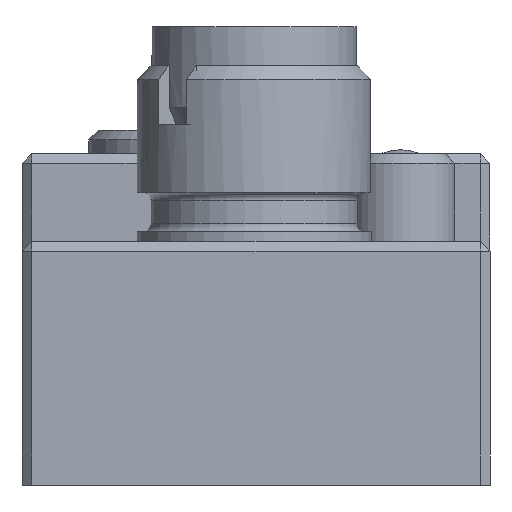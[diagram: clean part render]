
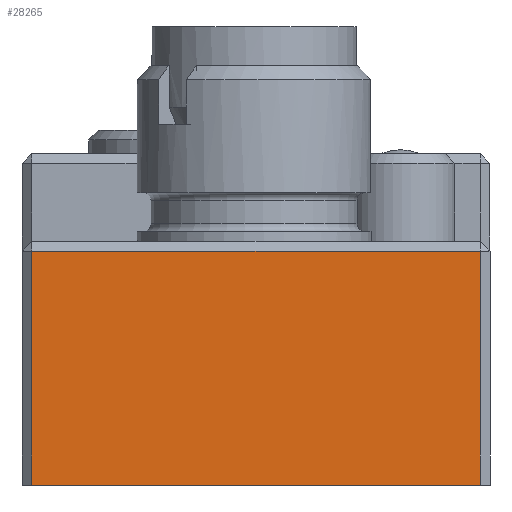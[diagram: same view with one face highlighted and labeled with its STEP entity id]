
A CAD part, left-side view. The second image highlights one B-rep face of the part: STEP entity #28265.
In plain terms, the highlighted planar face has unit normal (-1, 0, 0).
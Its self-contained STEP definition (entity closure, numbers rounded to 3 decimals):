
#23175=CARTESIAN_POINT('',(-69.237,-11.6,7.5));
#23176=VERTEX_POINT('',#23175);
#23203=CARTESIAN_POINT('',(-69.237,11.4,7.5));
#23204=VERTEX_POINT('',#23203);
#23225=CARTESIAN_POINT('',(-69.237,11.4,-4.5));
#23226=VERTEX_POINT('',#23225);
#23233=CARTESIAN_POINT('',(-69.237,11.4,-4.5));
#23234=DIRECTION('',(0.0,0.0,1.0));
#23235=VECTOR('',#23234,12.);
#23236=LINE('',#23233,#23235);
#23237=EDGE_CURVE('',#23226,#23204,#23236,.T.);
#23262=CARTESIAN_POINT('',(-69.237,11.4,7.5));
#23263=DIRECTION('',(0.0,-1.0,0.0));
#23264=VECTOR('',#23263,23.);
#23265=LINE('',#23262,#23264);
#23266=EDGE_CURVE('',#23204,#23176,#23265,.T.);
#23278=CARTESIAN_POINT('',(-69.237,-11.6,-4.5));
#23279=VERTEX_POINT('',#23278);
#23295=CARTESIAN_POINT('',(-69.237,-11.6,7.5));
#23296=DIRECTION('',(0.0,0.0,-1.0));
#23297=VECTOR('',#23296,12.);
#23298=LINE('',#23295,#23297);
#23299=EDGE_CURVE('',#23176,#23279,#23298,.T.);
#28121=CARTESIAN_POINT('',(-69.237,-11.6,-4.5));
#28122=DIRECTION('',(0.0,1.0,0.0));
#28123=VECTOR('',#28122,23.);
#28124=LINE('',#28121,#28123);
#28125=EDGE_CURVE('',#23279,#23226,#28124,.T.);
#28254=CARTESIAN_POINT('',(-69.237,-12.1,-4.5));
#28255=DIRECTION('',(-1.0,0.0,0.0));
#28256=DIRECTION('',(0.0,0.0,1.0));
#28257=AXIS2_PLACEMENT_3D('',#28254,#28255,#28256);
#28258=PLANE('',#28257);
#28259=ORIENTED_EDGE('',*,*,#23237,.F.);
#28260=ORIENTED_EDGE('',*,*,#28125,.F.);
#28261=ORIENTED_EDGE('',*,*,#23299,.F.);
#28262=ORIENTED_EDGE('',*,*,#23266,.F.);
#28263=EDGE_LOOP('',(#28259,#28260,#28261,#28262));
#28264=FACE_OUTER_BOUND('',#28263,.T.);
#28265=ADVANCED_FACE('',(#28264),#28258,.T.);
